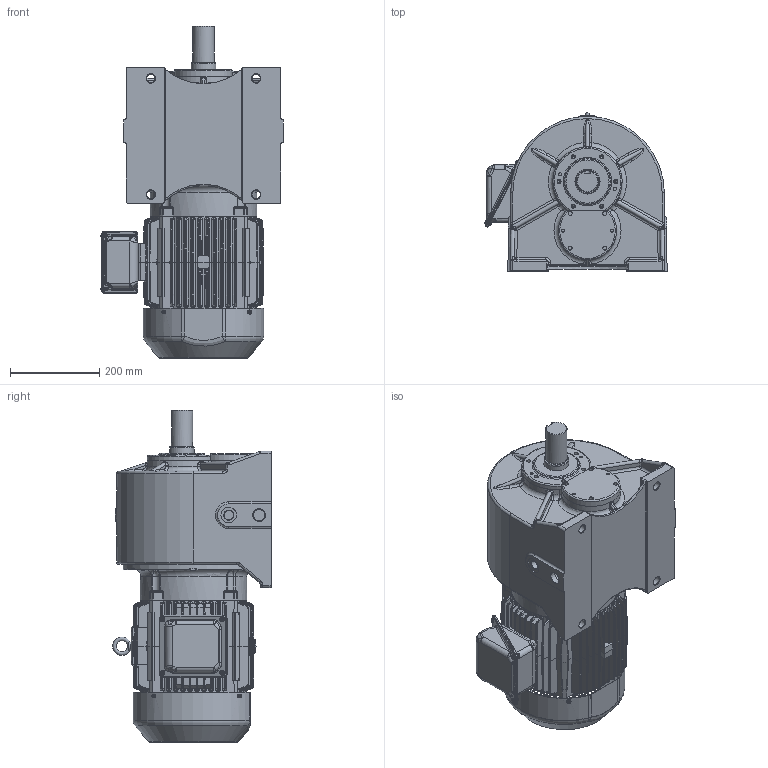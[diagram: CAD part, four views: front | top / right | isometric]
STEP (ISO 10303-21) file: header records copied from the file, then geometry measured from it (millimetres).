
FILE_DESCRIPTION(/* description */ ('Unknown'),/* implementation_level */ '2;1');
FILE_NAME(/* name */ 'EK2DO07179_F_7.5KW_R5_CUSTOMER',/* time_stamp */ '2019-06-24T10:45:29+09:00',/* author */ ('Unknown'),/* organization */ ('Unknown'),/* preprocessor_version */ 'ST-DEVELOPER v16.7',/* originating_system */ 'DEX',/* authorisation */ $);
FILE_SCHEMA (('AUTOMOTIVE_DESIGN { 1 0 10303 214 3 1 1 }','AUTOMOTIVE_DESIGN {1 0 10303 214 3 1 1}'));
Products named in the file (19): EK2DO07179_F_7.5KW_R5_CUSTOMER; DKA0100016_DGKC0095_Casing_CUSTOMER; DKA0700004_DGKD0333; DKA0800198H001_DGKC0086(5.5~7.5KW_1_20_Motor Bracket)_CUSTOMER; DKD0300007_DGKD4101; DKD0300006_DGKD4100; 4-4 FR.132M ROUND FRAME_CUSTOMER; 1-4 FR.132M ROUND FRAME+嬴檜r; FR.132M_ROUND_DMA0300849; M10_嬴檜; 2-1 �ݺ��� �����+��켓+후드+볼트; DSMW10386_饶3; M5x8_饶靛; 3-1 FR.100~132 繹っ 欽; DSMW10140_欽濠4; DSMW10141_ī1; 陛蝶鰍_; ~FR.132 炼赋杭飘柬姼_旎る矂
Assembly tree (24 placements, depth 4):
  EK2DO07179_F_7.5KW_R5_CUSTOMER
    DKA0100016_DGKC0095_Casing_CUSTOMER
    DKA0700004_DGKD0333
    DKA0800198H001_DGKC0086(5.5~7.5KW_1_20_Motor Bracket)_CUSTOMER
    DKD0300007_DGKD4101
    DKD0300006_DGKD4100
    4-4 FR.132M ROUND FRAME_CUSTOMER
      1-4 FR.132M ROUND FRAME+嬴檜r
        FR.132M_ROUND_DMA0300849
        M10_嬴檜
      2-1 �ݺ��� �����+��켓+후드+볼트
        DSMW10386_饶3
        M5x8_饶靛  x4
      3-1 FR.100~132 繹っ 欽
        DSMW10140_欽濠4
        DSMW10141_ī1
        陛蝶鰍_
        ~FR.132 炼赋杭飘柬姼_旎る矂  x4
        陛蝶鰍_
Bounding box: 407.42 x 354.46 x 742.85 mm (x, y, z)
Volume: 40577745.3 mm3; surface area: 1874857.9 mm2
Topology: 20 solids, 20 shells, 4896 faces, 13144 edges, 8280 vertices
Faces by surface type: cylinder 1892, plane 1870, bspline 852, torus 130, cone 117, sphere 35
Full cylindrical faces by diameter (mm): 2.6 x4, 4.917 x8, 5 x8, 6 x4, 6.647 x42, 7 x12, 7.7 x1, 8 x8, 8.376 x6, 9 x15, 10 x5, 10.106 x12, 10.5 x4, 13 x6, 13.835 x2, 19 x4, 19.294 x1, 20 x1, 20.376 x2, 22 x1, 25.279 x1, 35 x1, 42 x1, 45 x1, 48 x1, 55 x1, 56 x1, 65 x1, 70 x1, 78 x1
Entity records: 161170 total; most frequent: CARTESIAN_POINT 45525, ORIENTED_EDGE 24620, DIRECTION 23109, EDGE_CURVE 12310, AXIS2_PLACEMENT_3D 8401, VERTEX_POINT 7914, LINE 6307, VECTOR 6307
